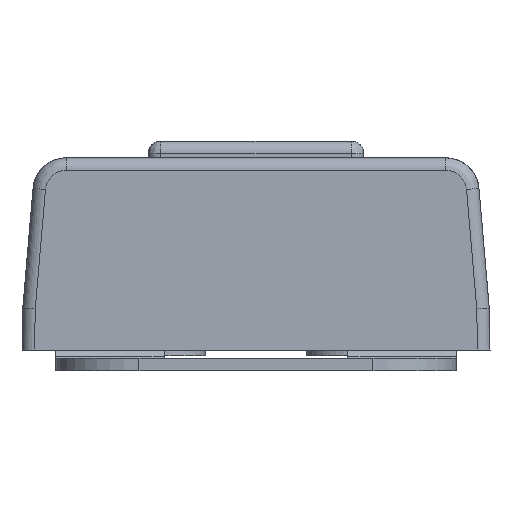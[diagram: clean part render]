
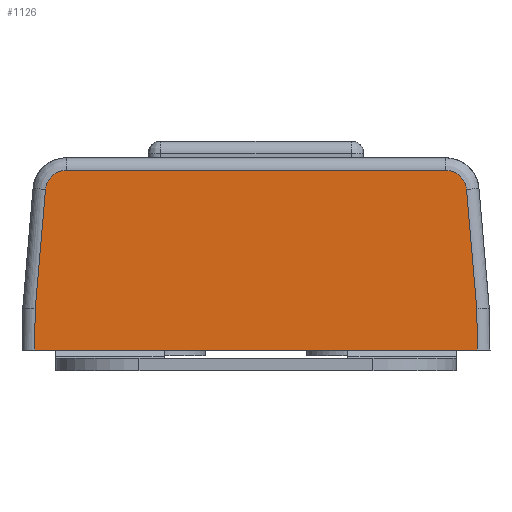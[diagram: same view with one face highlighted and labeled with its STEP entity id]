
A CAD part, left-side view. The second image highlights one B-rep face of the part: STEP entity #1126.
In plain terms, the highlighted planar face has unit normal (-1, 0, 0).
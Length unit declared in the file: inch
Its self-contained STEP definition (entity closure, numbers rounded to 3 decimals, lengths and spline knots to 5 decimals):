
#190 = ORIENTED_EDGE ( 'NONE', *, *, #9843, .T. ) ;
#225 = VERTEX_POINT ( 'NONE', #1437 ) ;
#403 = EDGE_CURVE ( 'NONE', #1987, #1604, #17542, .T. ) ;
#673 = VERTEX_POINT ( 'NONE', #8530 ) ;
#913 = DIRECTION ( 'NONE',  ( 0., 0.086, 0.996 ) ) ;
#1126 = ADVANCED_FACE ( 'NONE', ( #15173 ), #16409, .T. ) ;
#1437 = CARTESIAN_POINT ( 'NONE',  ( -6.88976, 0.89355, 0.84646 ) ) ;
#1490 = VECTOR ( 'NONE', #16308, 39.37008 ) ;
#1515 = CARTESIAN_POINT ( 'NONE',  ( -6.88976, -1.0433, 0. ) ) ;
#1604 = VERTEX_POINT ( 'NONE', #7990 ) ;
#1759 = ORIENTED_EDGE ( 'NONE', *, *, #8234, .F. ) ;
#1987 = VERTEX_POINT ( 'NONE', #6570 ) ;
#3106 = CARTESIAN_POINT ( 'NONE',  ( -6.88976, -0.99161, 0.7565 ) ) ;
#3115 = VECTOR ( 'NONE', #15866, 39.37008 ) ;
#3744 = VECTOR ( 'NONE', #10194, 39.37008 ) ;
#3762 = AXIS2_PLACEMENT_3D ( 'NONE', #8240, #4120, #9630 ) ;
#4120 = DIRECTION ( 'NONE',  ( -1., 0., 0. ) ) ;
#4512 = ORIENTED_EDGE ( 'NONE', *, *, #9253, .F. ) ;
#4627 = EDGE_CURVE ( 'NONE', #673, #10486, #6618, .T. ) ;
#4972 = VECTOR ( 'NONE', #13605, 39.37008 ) ;
#5238 = CARTESIAN_POINT ( 'NONE',  ( -6.88976, -0.99161, 0.7565 ) ) ;
#5423 = CARTESIAN_POINT ( 'NONE',  ( -6.88976, -0.89355, 0.84646 ) ) ;
#5664 = LINE ( 'NONE', #16037, #3115 ) ;
#5934 = LINE ( 'NONE', #8091, #1490 ) ;
#5972 = CARTESIAN_POINT ( 'NONE',  ( -6.88976, 0.90583, 0.84647 ) ) ;
#6570 = CARTESIAN_POINT ( 'NONE',  ( -6.88976, 0.99161, 0.7565 ) ) ;
#6618 = LINE ( 'NONE', #13110, #13423 ) ;
#6630 = DIRECTION ( 'NONE',  ( 0., 0.017, -1. ) ) ;
#6673 = EDGE_CURVE ( 'NONE', #1604, #16940, #14052, .T. ) ;
#6923 = CARTESIAN_POINT ( 'NONE',  ( -6.88976, -1.0433, 0. ) ) ;
#7001 = VECTOR ( 'NONE', #6630, 39.37008 ) ;
#7245 = CARTESIAN_POINT ( 'NONE',  ( -6.88976, 0.89355, 0.84646 ) ) ;
#7340 = CARTESIAN_POINT ( 'NONE',  ( -6.88976, -0.89355, 0.84646 ) ) ;
#7990 = CARTESIAN_POINT ( 'NONE',  ( -6.88976, 1.03992, 0.1938 ) ) ;
#8017 = CARTESIAN_POINT ( 'NONE',  ( -6.88976, -0.92894, 0.84217 ) ) ;
#8091 = CARTESIAN_POINT ( 'NONE',  ( -6.88976, -1.0433, 0. ) ) ;
#8234 = EDGE_CURVE ( 'NONE', #225, #16207, #5664, .T. ) ;
#8240 = CARTESIAN_POINT ( 'NONE',  ( -6.88976, -1.0433, 0.85492 ) ) ;
#8530 = CARTESIAN_POINT ( 'NONE',  ( -6.88976, -1.03992, 0.1938 ) ) ;
#8556 = CARTESIAN_POINT ( 'NONE',  ( -6.88976, 0.94072, 0.8353 ) ) ;
#8721 = CARTESIAN_POINT ( 'NONE',  ( -6.88976, 0.99161, 0.7565 ) ) ;
#8740 = VERTEX_POINT ( 'NONE', #6923 ) ;
#9253 = EDGE_CURVE ( 'NONE', #16207, #10486, #13456, .T. ) ;
#9384 = EDGE_CURVE ( 'NONE', #225, #1987, #14800, .T. ) ;
#9392 = CARTESIAN_POINT ( 'NONE',  ( -6.88976, -0.98316, 0.79433 ) ) ;
#9618 = EDGE_LOOP ( 'NONE', ( #17103, #190, #12184, #10062, #4512, #1759, #16765, #14765 ) ) ;
#9630 = DIRECTION ( 'NONE',  ( 0., 0., 1. ) ) ;
#9843 = EDGE_CURVE ( 'NONE', #16940, #8740, #12214, .T. ) ;
#9935 = CARTESIAN_POINT ( 'NONE',  ( -6.88976, 0.95104, 0.82886 ) ) ;
#10062 = ORIENTED_EDGE ( 'NONE', *, *, #4627, .T. ) ;
#10194 = DIRECTION ( 'NONE',  ( 0., 0.086, -0.996 ) ) ;
#10486 = VERTEX_POINT ( 'NONE', #3106 ) ;
#11308 = CARTESIAN_POINT ( 'NONE',  ( -6.88976, 0.98732, 0.78043 ) ) ;
#11425 = CARTESIAN_POINT ( 'NONE',  ( -6.88976, 0.97643, 0.80253 ) ) ;
#11504 = CARTESIAN_POINT ( 'NONE',  ( -6.88976, 0.99161, 0.7565 ) ) ;
#12184 = ORIENTED_EDGE ( 'NONE', *, *, #15579, .T. ) ;
#12214 = LINE ( 'NONE', #1515, #4972 ) ;
#12860 = CARTESIAN_POINT ( 'NONE',  ( -6.88976, 0.96916, 0.81225 ) ) ;
#13110 = CARTESIAN_POINT ( 'NONE',  ( -6.88976, -1.03992, 0.1938 ) ) ;
#13398 = CARTESIAN_POINT ( 'NONE',  ( -6.88976, -0.95981, 0.8237 ) ) ;
#13423 = VECTOR ( 'NONE', #913, 39.37008 ) ;
#13456 = B_SPLINE_CURVE_WITH_KNOTS ( 'NONE', 3,
 ( #5423, #14916, #8017, #13398, #9392, #16117, #5238 ),
 .UNSPECIFIED., .F., .F.,
 ( 4, 1, 1, 1, 4 ),
 ( 0., 0.24217, 0.48437, 0.72657, 1. ),
 .UNSPECIFIED. ) ;
#13605 = DIRECTION ( 'NONE',  ( 0., -1., 0. ) ) ;
#14023 = CARTESIAN_POINT ( 'NONE',  ( -6.88976, 1.0433, 0. ) ) ;
#14052 = LINE ( 'NONE', #14737, #7001 ) ;
#14102 = CARTESIAN_POINT ( 'NONE',  ( -6.88976, 0.99056, 0.76877 ) ) ;
#14737 = CARTESIAN_POINT ( 'NONE',  ( -6.88976, 1.03992, 0.1938 ) ) ;
#14765 = ORIENTED_EDGE ( 'NONE', *, *, #403, .T. ) ;
#14800 = B_SPLINE_CURVE_WITH_KNOTS ( 'NONE', 3,
 ( #7245, #5972, #16774, #8556, #9935, #12860, #11425, #11308, #14102, #8721 ),
 .UNSPECIFIED., .F., .F.,
 ( 4, 2, 2, 2, 4 ),
 ( 0., 0.25, 0.5, 0.75, 1. ),
 .UNSPECIFIED. ) ;
#14916 = CARTESIAN_POINT ( 'NONE',  ( -6.88976, -0.90535, 0.84646 ) ) ;
#15173 = FACE_OUTER_BOUND ( 'NONE', #9618, .T. ) ;
#15579 = EDGE_CURVE ( 'NONE', #8740, #673, #5934, .T. ) ;
#15866 = DIRECTION ( 'NONE',  ( 0., -1., 0. ) ) ;
#16037 = CARTESIAN_POINT ( 'NONE',  ( -6.88976, 0.89355, 0.84646 ) ) ;
#16117 = CARTESIAN_POINT ( 'NONE',  ( -6.88976, -0.99048, 0.76976 ) ) ;
#16207 = VERTEX_POINT ( 'NONE', #7340 ) ;
#16308 = DIRECTION ( 'NONE',  ( 0., 0.017, 1. ) ) ;
#16409 = PLANE ( 'NONE',  #3762 ) ;
#16765 = ORIENTED_EDGE ( 'NONE', *, *, #9384, .T. ) ;
#16774 = CARTESIAN_POINT ( 'NONE',  ( -6.88976, 0.9178, 0.84421 ) ) ;
#16940 = VERTEX_POINT ( 'NONE', #14023 ) ;
#17103 = ORIENTED_EDGE ( 'NONE', *, *, #6673, .T. ) ;
#17542 = LINE ( 'NONE', #11504, #3744 ) ;
